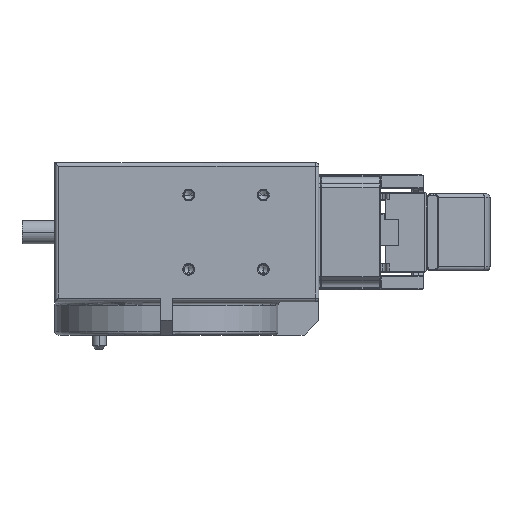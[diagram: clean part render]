
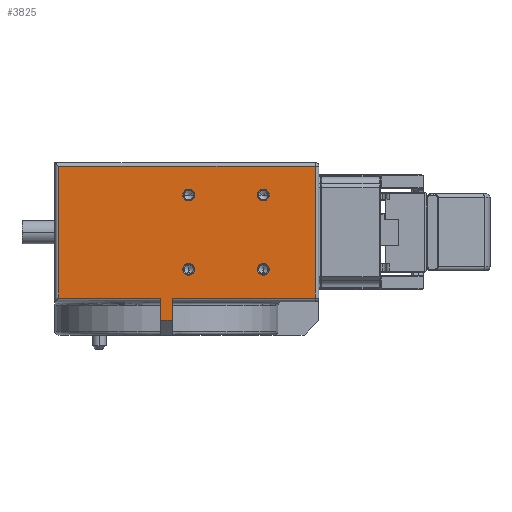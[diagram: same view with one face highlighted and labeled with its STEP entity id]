
A CAD part, left-side view. The second image highlights one B-rep face of the part: STEP entity #3825.
In plain terms, the highlighted planar face has unit normal (-1, 0, 0).
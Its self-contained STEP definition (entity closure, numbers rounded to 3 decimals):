
#56 = VERTEX_POINT ( 'NONE', #10432 ) ;
#226 = CARTESIAN_POINT ( 'NONE',  ( -34.2, 0., -18.7 ) ) ;
#305 = DIRECTION ( 'NONE',  ( 0., 1., 0. ) ) ;
#481 = AXIS2_PLACEMENT_3D ( 'NONE', #10358, #17792, #2981 ) ;
#890 = EDGE_CURVE ( 'NONE', #27729, #4149, #24181, .T. ) ;
#962 = ORIENTED_EDGE ( 'NONE', *, *, #5394, .F. ) ;
#1271 = DIRECTION ( 'NONE',  ( -1., 0., 0. ) ) ;
#1563 = ORIENTED_EDGE ( 'NONE', *, *, #12959, .F. ) ;
#1755 = CARTESIAN_POINT ( 'NONE',  ( -34.2, 35., -11.6 ) ) ;
#2206 = CARTESIAN_POINT ( 'NONE',  ( -34.2, 1., 17.7 ) ) ;
#2274 = AXIS2_PLACEMENT_3D ( 'NONE', #24706, #14642, #19618 ) ;
#2676 = VECTOR ( 'NONE', #16445, 1000. ) ;
#2981 = DIRECTION ( 'NONE',  ( 0., 0., -1. ) ) ;
#2984 = CARTESIAN_POINT ( 'NONE',  ( -34.2, 35., 10. ) ) ;
#3560 = CARTESIAN_POINT ( 'NONE',  ( -34.2, 39.5, -23.7 ) ) ;
#3660 = CARTESIAN_POINT ( 'NONE',  ( -34.2, 15., 11.6 ) ) ;
#3696 = VECTOR ( 'NONE', #8766, 1000. ) ;
#3825 = ADVANCED_FACE ( 'NONE', ( #28597, #29364, #14276, #22026, #22420 ), #27271, .T. ) ;
#4149 = VERTEX_POINT ( 'NONE', #3660 ) ;
#4266 = ORIENTED_EDGE ( 'NONE', *, *, #8592, .F. ) ;
#4555 = ORIENTED_EDGE ( 'NONE', *, *, #20083, .T. ) ;
#5080 = ORIENTED_EDGE ( 'NONE', *, *, #14077, .F. ) ;
#5322 = AXIS2_PLACEMENT_3D ( 'NONE', #17256, #19542, #24411 ) ;
#5347 = EDGE_CURVE ( 'NONE', #9701, #9778, #20309, .T. ) ;
#5394 = EDGE_CURVE ( 'NONE', #22400, #15531, #18385, .T. ) ;
#5605 = DIRECTION ( 'NONE',  ( 0., 0., 1. ) ) ;
#5987 = AXIS2_PLACEMENT_3D ( 'NONE', #20663, #17940, #5605 ) ;
#6044 = CARTESIAN_POINT ( 'NONE',  ( -34.2, 35., 11.6 ) ) ;
#6524 = EDGE_CURVE ( 'NONE', #10338, #31287, #19134, .T. ) ;
#7367 = ORIENTED_EDGE ( 'NONE', *, *, #23199, .F. ) ;
#7584 = CARTESIAN_POINT ( 'NONE',  ( -34.2, 70., 17.7 ) ) ;
#8000 = DIRECTION ( 'NONE',  ( 0., -1., 0. ) ) ;
#8553 = ORIENTED_EDGE ( 'NONE', *, *, #890, .F. ) ;
#8592 = EDGE_CURVE ( 'NONE', #31287, #9778, #13496, .T. ) ;
#8594 = AXIS2_PLACEMENT_3D ( 'NONE', #226, #17517, #22411 ) ;
#8702 = VECTOR ( 'NONE', #10496, 1000. ) ;
#8743 = VECTOR ( 'NONE', #305, 1000. ) ;
#8766 = DIRECTION ( 'NONE',  ( 0., 0., 1. ) ) ;
#9142 = ORIENTED_EDGE ( 'NONE', *, *, #27957, .F. ) ;
#9701 = VERTEX_POINT ( 'NONE', #23590 ) ;
#9778 = VERTEX_POINT ( 'NONE', #31695 ) ;
#10096 = DIRECTION ( 'NONE',  ( 0., 0., 1. ) ) ;
#10166 = VERTEX_POINT ( 'NONE', #20748 ) ;
#10240 = LINE ( 'NONE', #22030, #18361 ) ;
#10279 = AXIS2_PLACEMENT_3D ( 'NONE', #2984, #15009, #18459 ) ;
#10338 = VERTEX_POINT ( 'NONE', #21823 ) ;
#10358 = CARTESIAN_POINT ( 'NONE',  ( -34.2, 15., 10. ) ) ;
#10364 = VERTEX_POINT ( 'NONE', #16929 ) ;
#10432 = CARTESIAN_POINT ( 'NONE',  ( -34.2, 15., -8.4 ) ) ;
#10496 = DIRECTION ( 'NONE',  ( 0., -1., 0. ) ) ;
#10545 = CARTESIAN_POINT ( 'NONE',  ( -34.2, 70., -17.7 ) ) ;
#10911 = EDGE_LOOP ( 'NONE', ( #23918, #7367 ) ) ;
#11338 = VERTEX_POINT ( 'NONE', #21620 ) ;
#11339 = CARTESIAN_POINT ( 'NONE',  ( -34.2, 1., 17.7 ) ) ;
#11470 = EDGE_CURVE ( 'NONE', #10364, #56, #29876, .T. ) ;
#12284 = EDGE_CURVE ( 'NONE', #14385, #10166, #29410, .T. ) ;
#12651 = ORIENTED_EDGE ( 'NONE', *, *, #6524, .F. ) ;
#12701 = DIRECTION ( 'NONE',  ( -1., 0., 0. ) ) ;
#12848 = EDGE_CURVE ( 'NONE', #15531, #22400, #23548, .T. ) ;
#12959 = EDGE_CURVE ( 'NONE', #56, #10364, #30099, .T. ) ;
#13245 = CARTESIAN_POINT ( 'NONE',  ( -34.2, 42.5, -23.7 ) ) ;
#13360 = ORIENTED_EDGE ( 'NONE', *, *, #5347, .T. ) ;
#13496 = LINE ( 'NONE', #2206, #24317 ) ;
#13519 = EDGE_LOOP ( 'NONE', ( #962, #26335 ) ) ;
#13635 = EDGE_CURVE ( 'NONE', #11338, #14404, #30034, .T. ) ;
#14077 = EDGE_CURVE ( 'NONE', #4149, #27729, #28831, .T. ) ;
#14276 = FACE_BOUND ( 'NONE', #10911, .T. ) ;
#14374 = CARTESIAN_POINT ( 'NONE',  ( -34.2, 70., -17.7 ) ) ;
#14385 = VERTEX_POINT ( 'NONE', #30769 ) ;
#14404 = VERTEX_POINT ( 'NONE', #13245 ) ;
#14642 = DIRECTION ( 'NONE',  ( -1., 0., 0. ) ) ;
#14957 = CARTESIAN_POINT ( 'NONE',  ( -34.2, 15., -10. ) ) ;
#15009 = DIRECTION ( 'NONE',  ( -1., 0., 0. ) ) ;
#15531 = VERTEX_POINT ( 'NONE', #16309 ) ;
#15893 = ORIENTED_EDGE ( 'NONE', *, *, #12284, .T. ) ;
#16053 = CIRCLE ( 'NONE', #23772, 1.6 ) ;
#16239 = ORIENTED_EDGE ( 'NONE', *, *, #11470, .F. ) ;
#16309 = CARTESIAN_POINT ( 'NONE',  ( -34.2, 35., -8.4 ) ) ;
#16445 = DIRECTION ( 'NONE',  ( 0., 0., 1. ) ) ;
#16929 = CARTESIAN_POINT ( 'NONE',  ( -34.2, 15., -11.6 ) ) ;
#17256 = CARTESIAN_POINT ( 'NONE',  ( -34.2, 15., -10. ) ) ;
#17517 = DIRECTION ( 'NONE',  ( -1., 0., 0. ) ) ;
#17573 = DIRECTION ( 'NONE',  ( -1., 0., 0. ) ) ;
#17590 = CARTESIAN_POINT ( 'NONE',  ( -34.2, 39.5, -23.7 ) ) ;
#17792 = DIRECTION ( 'NONE',  ( -1., 0., 0. ) ) ;
#17940 = DIRECTION ( 'NONE',  ( -1., 0., 0. ) ) ;
#17944 = EDGE_CURVE ( 'NONE', #21837, #31940, #16053, .T. ) ;
#18361 = VECTOR ( 'NONE', #27304, 1000. ) ;
#18385 = CIRCLE ( 'NONE', #18585, 1.6 ) ;
#18459 = DIRECTION ( 'NONE',  ( 0., 0., 1. ) ) ;
#18585 = AXIS2_PLACEMENT_3D ( 'NONE', #30144, #17573, #20079 ) ;
#19134 = LINE ( 'NONE', #7584, #29983 ) ;
#19423 = DIRECTION ( 'NONE',  ( 0., 0., -1. ) ) ;
#19542 = DIRECTION ( 'NONE',  ( -1., 0., 0. ) ) ;
#19618 = DIRECTION ( 'NONE',  ( 0., 0., 1. ) ) ;
#19800 = CARTESIAN_POINT ( 'NONE',  ( -34.2, 15., 8.4 ) ) ;
#20079 = DIRECTION ( 'NONE',  ( 0., 0., -1. ) ) ;
#20083 = EDGE_CURVE ( 'NONE', #11338, #9701, #30818, .T. ) ;
#20309 = LINE ( 'NONE', #25295, #8702 ) ;
#20663 = CARTESIAN_POINT ( 'NONE',  ( -34.2, 35., -10. ) ) ;
#20748 = CARTESIAN_POINT ( 'NONE',  ( -34.2, 42.5, -17.7 ) ) ;
#20848 = EDGE_CURVE ( 'NONE', #10166, #14404, #10240, .T. ) ;
#21052 = CARTESIAN_POINT ( 'NONE',  ( -34.2, 35., 8.4 ) ) ;
#21280 = LINE ( 'NONE', #14374, #2676 ) ;
#21620 = CARTESIAN_POINT ( 'NONE',  ( -34.2, 39.5, -23.7 ) ) ;
#21823 = CARTESIAN_POINT ( 'NONE',  ( -34.2, 70., 17.7 ) ) ;
#21837 = VERTEX_POINT ( 'NONE', #21052 ) ;
#22026 = FACE_BOUND ( 'NONE', #22422, .T. ) ;
#22030 = CARTESIAN_POINT ( 'NONE',  ( -34.2, 42.5, -17.7 ) ) ;
#22400 = VERTEX_POINT ( 'NONE', #1755 ) ;
#22411 = DIRECTION ( 'NONE',  ( 0., 0., 1. ) ) ;
#22420 = FACE_BOUND ( 'NONE', #25502, .T. ) ;
#22422 = EDGE_LOOP ( 'NONE', ( #8553, #5080 ) ) ;
#23199 = EDGE_CURVE ( 'NONE', #31940, #21837, #31175, .T. ) ;
#23236 = DIRECTION ( 'NONE',  ( 0., 0., -1. ) ) ;
#23451 = CARTESIAN_POINT ( 'NONE',  ( -34.2, 35., 10. ) ) ;
#23548 = CIRCLE ( 'NONE', #5987, 1.6 ) ;
#23590 = CARTESIAN_POINT ( 'NONE',  ( -34.2, 39.5, -17.7 ) ) ;
#23772 = AXIS2_PLACEMENT_3D ( 'NONE', #23451, #1271, #23236 ) ;
#23918 = ORIENTED_EDGE ( 'NONE', *, *, #17944, .F. ) ;
#24181 = CIRCLE ( 'NONE', #481, 1.6 ) ;
#24317 = VECTOR ( 'NONE', #19423, 1000. ) ;
#24411 = DIRECTION ( 'NONE',  ( 0., 0., -1. ) ) ;
#24706 = CARTESIAN_POINT ( 'NONE',  ( -34.2, 15., 10. ) ) ;
#25295 = CARTESIAN_POINT ( 'NONE',  ( -34.2, 39.5, -17.7 ) ) ;
#25502 = EDGE_LOOP ( 'NONE', ( #16239, #1563 ) ) ;
#25902 = AXIS2_PLACEMENT_3D ( 'NONE', #14957, #12701, #10096 ) ;
#26335 = ORIENTED_EDGE ( 'NONE', *, *, #12848, .F. ) ;
#26805 = ORIENTED_EDGE ( 'NONE', *, *, #20848, .T. ) ;
#27271 = PLANE ( 'NONE',  #8594 ) ;
#27304 = DIRECTION ( 'NONE',  ( 0., 0., -1. ) ) ;
#27555 = EDGE_LOOP ( 'NONE', ( #4266, #12651, #9142, #15893, #26805, #27963, #4555, #13360 ) ) ;
#27593 = DIRECTION ( 'NONE',  ( 0., -1., 0. ) ) ;
#27729 = VERTEX_POINT ( 'NONE', #19800 ) ;
#27957 = EDGE_CURVE ( 'NONE', #14385, #10338, #21280, .T. ) ;
#27963 = ORIENTED_EDGE ( 'NONE', *, *, #13635, .F. ) ;
#28597 = FACE_OUTER_BOUND ( 'NONE', #27555, .T. ) ;
#28637 = VECTOR ( 'NONE', #27593, 1000. ) ;
#28831 = CIRCLE ( 'NONE', #2274, 1.6 ) ;
#29364 = FACE_BOUND ( 'NONE', #13519, .T. ) ;
#29410 = LINE ( 'NONE', #10545, #28637 ) ;
#29876 = CIRCLE ( 'NONE', #5322, 1.6 ) ;
#29983 = VECTOR ( 'NONE', #8000, 1000. ) ;
#30034 = LINE ( 'NONE', #17590, #8743 ) ;
#30099 = CIRCLE ( 'NONE', #25902, 1.6 ) ;
#30144 = CARTESIAN_POINT ( 'NONE',  ( -34.2, 35., -10. ) ) ;
#30769 = CARTESIAN_POINT ( 'NONE',  ( -34.2, 70., -17.7 ) ) ;
#30818 = LINE ( 'NONE', #3560, #3696 ) ;
#31175 = CIRCLE ( 'NONE', #10279, 1.6 ) ;
#31287 = VERTEX_POINT ( 'NONE', #11339 ) ;
#31695 = CARTESIAN_POINT ( 'NONE',  ( -34.2, 1., -17.7 ) ) ;
#31940 = VERTEX_POINT ( 'NONE', #6044 ) ;
